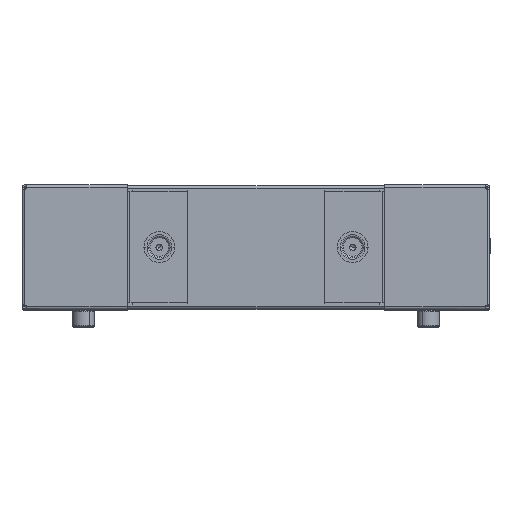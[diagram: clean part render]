
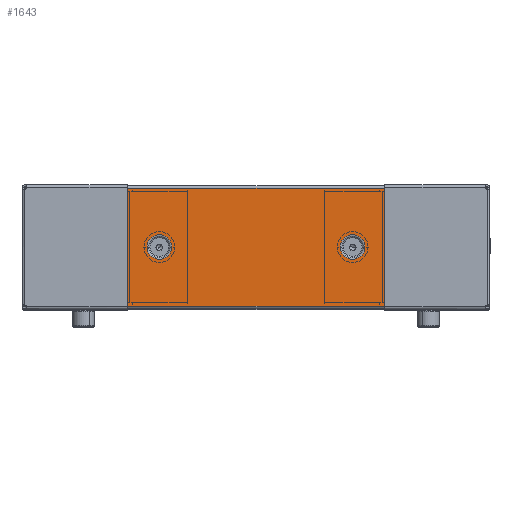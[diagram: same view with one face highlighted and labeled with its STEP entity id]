
A CAD part, top view. The second image highlights one B-rep face of the part: STEP entity #1643.
In plain terms, the highlighted face is planar.
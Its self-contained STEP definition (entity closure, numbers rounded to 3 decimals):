
#6 = CARTESIAN_POINT ( 'NONE',  ( -88.5, 0., 0. ) ) ;
#62 = CARTESIAN_POINT ( 'NONE',  ( 104., 47.9, 0. ) ) ;
#66 = CARTESIAN_POINT ( 'NONE',  ( -104., 47.9, 0. ) ) ;
#189 = CARTESIAN_POINT ( 'NONE',  ( -104., -47.9, 0. ) ) ;
#199 = CARTESIAN_POINT ( 'NONE',  ( 88.5, 0., 0. ) ) ;
#217 = CARTESIAN_POINT ( 'NONE',  ( 68.5, 0., 0. ) ) ;
#1643 = ADVANCED_FACE ( 'NONE', ( #12147, #12509, #12137 ), #7499, .F. ) ;
#2466 = CARTESIAN_POINT ( 'NONE',  ( -78.5, 0., 0. ) ) ;
#2467 = DIRECTION ( 'NONE',  ( 0., 0., 1. ) ) ;
#2468 = DIRECTION ( 'NONE',  ( 1., 0., 0. ) ) ;
#2543 = CARTESIAN_POINT ( 'NONE',  ( 78.5, 0., 0. ) ) ;
#2545 = DIRECTION ( 'NONE',  ( 0., 0., -1. ) ) ;
#2547 = DIRECTION ( 'NONE',  ( -1., 0., 0. ) ) ;
#2841 = DIRECTION ( 'NONE',  ( 0., 1., 0. ) ) ;
#2849 = CARTESIAN_POINT ( 'NONE',  ( 104., 48., 0. ) ) ;
#4442 = AXIS2_PLACEMENT_3D ( 'NONE', #13207, #13208, #13209 ) ;
#4443 = AXIS2_PLACEMENT_3D ( 'NONE', #13198, #13199, #13200 ) ;
#4456 = AXIS2_PLACEMENT_3D ( 'NONE', #2543, #2545, #2547 ) ;
#4465 = AXIS2_PLACEMENT_3D ( 'NONE', #2466, #2467, #2468 ) ;
#7491 = DIRECTION ( 'NONE',  ( 0., 0., 1. ) ) ;
#7497 = CARTESIAN_POINT ( 'NONE',  ( -104., -48., 0. ) ) ;
#7499 = PLANE ( 'NONE',  #8059 ) ;
#7501 = DIRECTION ( 'NONE',  ( 1., 0., 0. ) ) ;
#8059 = AXIS2_PLACEMENT_3D ( 'NONE', #7497, #7491, #7501 ) ;
#9113 = EDGE_CURVE ( 'NONE', #14537, #14665, #16002, .T. ) ;
#9151 = EDGE_CURVE ( 'NONE', #15047, #15068, #16057, .T. ) ;
#9239 = EDGE_CURVE ( 'NONE', #15068, #15047, #16006, .T. ) ;
#9240 = EDGE_CURVE ( 'NONE', #14567, #14809, #16014, .T. ) ;
#9241 = EDGE_CURVE ( 'NONE', #14822, #14809, #16024, .T. ) ;
#9242 = EDGE_CURVE ( 'NONE', #14822, #15043, #15971, .T. ) ;
#9243 = EDGE_CURVE ( 'NONE', #14567, #15043, #16031, .T. ) ;
#9244 = EDGE_CURVE ( 'NONE', #14665, #14537, #15819, .T. ) ;
#12137 = FACE_BOUND ( 'NONE', #19302, .T. ) ;
#12147 = FACE_BOUND ( 'NONE', #19150, .T. ) ;
#12509 = FACE_OUTER_BOUND ( 'NONE', #19454, .T. ) ;
#13197 = CARTESIAN_POINT ( 'NONE',  ( -104., 48., 0. ) ) ;
#13198 = CARTESIAN_POINT ( 'NONE',  ( 78.5, 0., 0. ) ) ;
#13199 = DIRECTION ( 'NONE',  ( 0., 0., -1. ) ) ;
#13200 = DIRECTION ( 'NONE',  ( -1., 0., 0. ) ) ;
#13201 = CARTESIAN_POINT ( 'NONE',  ( -104., 47.9, 0. ) ) ;
#13203 = DIRECTION ( 'NONE',  ( 1., 0., 0. ) ) ;
#13204 = DIRECTION ( 'NONE',  ( 0., -1., 0. ) ) ;
#13205 = CARTESIAN_POINT ( 'NONE',  ( 104., -47.9, 0. ) ) ;
#13206 = DIRECTION ( 'NONE',  ( -1., 0., 0. ) ) ;
#13207 = CARTESIAN_POINT ( 'NONE',  ( -78.5, 0., 0. ) ) ;
#13208 = DIRECTION ( 'NONE',  ( 0., 0., 1. ) ) ;
#13209 = DIRECTION ( 'NONE',  ( 1., 0., 0. ) ) ;
#14537 = VERTEX_POINT ( 'NONE', #24113 ) ;
#14567 = VERTEX_POINT ( 'NONE', #24163 ) ;
#14573 = ORIENTED_EDGE ( 'NONE', *, *, #9151, .F. ) ;
#14665 = VERTEX_POINT ( 'NONE', #6 ) ;
#14809 = VERTEX_POINT ( 'NONE', #62 ) ;
#14822 = VERTEX_POINT ( 'NONE', #66 ) ;
#14941 = ORIENTED_EDGE ( 'NONE', *, *, #9243, .T. ) ;
#15043 = VERTEX_POINT ( 'NONE', #189 ) ;
#15047 = VERTEX_POINT ( 'NONE', #199 ) ;
#15068 = VERTEX_POINT ( 'NONE', #217 ) ;
#15819 = CIRCLE ( 'NONE', #4442, 10. ) ;
#15971 = LINE ( 'NONE', #13197, #16033 ) ;
#16002 = CIRCLE ( 'NONE', #4465, 10. ) ;
#16006 = CIRCLE ( 'NONE', #4443, 10. ) ;
#16014 = LINE ( 'NONE', #2849, #16025 ) ;
#16024 = LINE ( 'NONE', #13201, #16027 ) ;
#16025 = VECTOR ( 'NONE', #2841, 1000. ) ;
#16027 = VECTOR ( 'NONE', #13203, 1000. ) ;
#16031 = LINE ( 'NONE', #13205, #23180 ) ;
#16033 = VECTOR ( 'NONE', #13204, 1000. ) ;
#16057 = CIRCLE ( 'NONE', #4456, 10. ) ;
#19150 = EDGE_LOOP ( 'NONE', ( #19291, #19288 ) ) ;
#19224 = ORIENTED_EDGE ( 'NONE', *, *, #9242, .F. ) ;
#19288 = ORIENTED_EDGE ( 'NONE', *, *, #9244, .T. ) ;
#19291 = ORIENTED_EDGE ( 'NONE', *, *, #9113, .T. ) ;
#19302 = EDGE_LOOP ( 'NONE', ( #19317, #14573 ) ) ;
#19317 = ORIENTED_EDGE ( 'NONE', *, *, #9239, .F. ) ;
#19395 = ORIENTED_EDGE ( 'NONE', *, *, #9241, .T. ) ;
#19454 = EDGE_LOOP ( 'NONE', ( #14941, #19224, #19395, #19518 ) ) ;
#19518 = ORIENTED_EDGE ( 'NONE', *, *, #9240, .F. ) ;
#23180 = VECTOR ( 'NONE', #13206, 1000. ) ;
#24113 = CARTESIAN_POINT ( 'NONE',  ( -68.5, 0., 0. ) ) ;
#24163 = CARTESIAN_POINT ( 'NONE',  ( 104., -47.9, 0. ) ) ;
